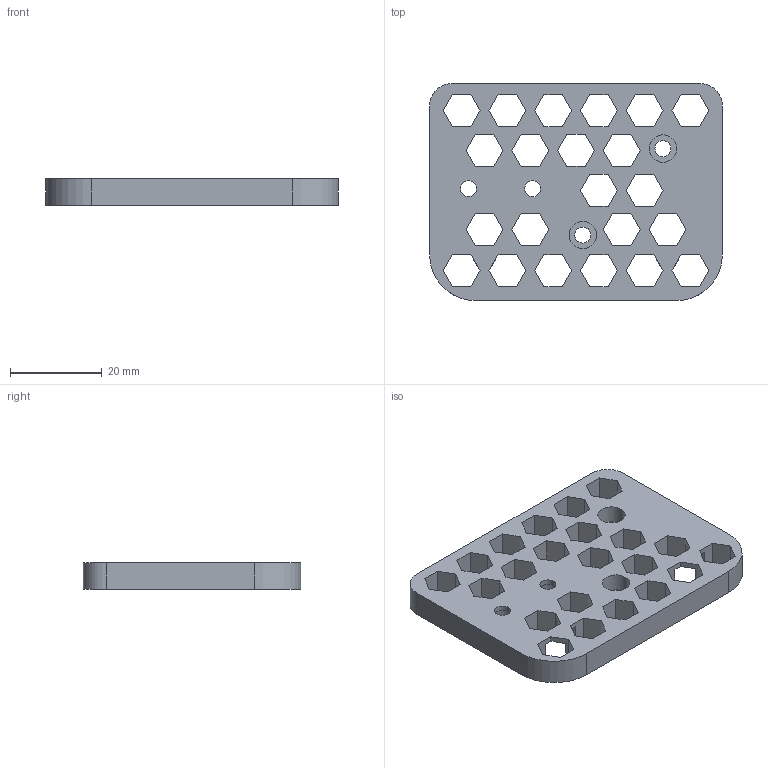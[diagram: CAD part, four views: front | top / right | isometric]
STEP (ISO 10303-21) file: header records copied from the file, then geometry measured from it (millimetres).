
FILE_DESCRIPTION (( 'STEP AP214' ), '1' );
FILE_NAME ('ender3_ad2.STEP', '2024-12-15T14:18:06', ( '' ), ( '' ), 'SwSTEP 2.0', 'SolidWorks 2024', '' );
FILE_SCHEMA (( 'AUTOMOTIVE_DESIGN' ));
Length unit declared in the file: millimetre
Products named in the file (1): ender3_ad2
Bounding box: 64 x 47.5 x 5.7 mm (x, y, z)
Volume: 10736 mm3; surface area: 8579.5 mm2
Topology: 1 solids, 1 shells, 176 faces, 518 edges, 344 vertices
Faces by surface type: plane 144, cylinder 28, torus 4
Entity records: 5921 total; most frequent: CARTESIAN_POINT 1039, ORIENTED_EDGE 1036, DIRECTION 936, EDGE_CURVE 518, LINE 454, VECTOR 454, VERTEX_POINT 344, AXIS2_PLACEMENT_3D 241
